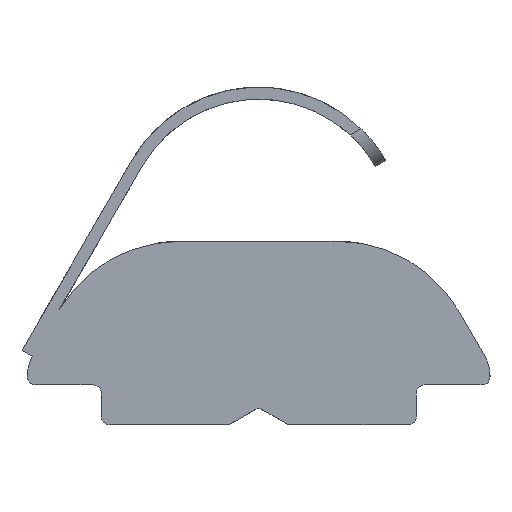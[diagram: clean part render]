
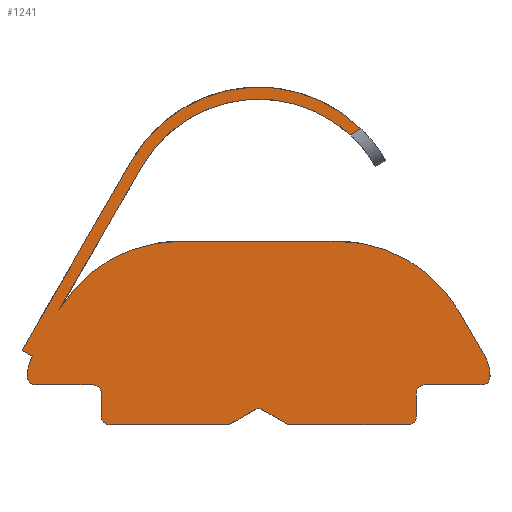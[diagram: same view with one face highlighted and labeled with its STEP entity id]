
A CAD part, left-side view. The second image highlights one B-rep face of the part: STEP entity #1241.
In plain terms, the highlighted planar face has unit normal (-1, 0, 0).
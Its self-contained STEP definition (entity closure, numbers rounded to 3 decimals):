
#45=PLANE('',#1370);
#118=FACE_OUTER_BOUND('',#182,.T.);
#182=EDGE_LOOP('',(#1112,#1113,#1114,#1115,#1116,#1117,#1118,#1119,#1120,
#1121,#1122,#1123,#1124,#1125,#1126,#1127,#1128,#1129,#1130,#1131,#1132,
#1133,#1134,#1135,#1136,#1137,#1138,#1139,#1140));
#257=CIRCLE('',#1322,3.5);
#258=CIRCLE('',#1325,1.);
#259=CIRCLE('',#1328,0.2);
#260=CIRCLE('',#1331,0.2);
#261=CIRCLE('',#1334,0.2);
#263=CIRCLE('',#1338,0.2);
#264=CIRCLE('',#1341,0.2);
#265=CIRCLE('',#1344,0.2);
#266=CIRCLE('',#1347,1.);
#267=CIRCLE('',#1351,3.677);
#268=CIRCLE('',#1354,3.377);
#269=CIRCLE('',#1357,3.5);
#271=CIRCLE('',#1371,0.2);
#284=LINE('',#2754,#375);
#319=LINE('',#2974,#410);
#322=LINE('',#2993,#413);
#325=LINE('',#3001,#416);
#328=LINE('',#3009,#419);
#331=LINE('',#3017,#422);
#335=LINE('',#3029,#426);
#339=LINE('',#3039,#430);
#342=LINE('',#3047,#433);
#345=LINE('',#3055,#436);
#348=LINE('',#3063,#439);
#350=LINE('',#3067,#441);
#352=LINE('',#3094,#443);
#355=LINE('',#3102,#446);
#359=LINE('',#3128,#450);
#362=LINE('',#3135,#453);
#375=VECTOR('',#1443,1.);
#410=VECTOR('',#1550,1.);
#413=VECTOR('',#1559,1.);
#416=VECTOR('',#1568,1.);
#419=VECTOR('',#1577,1.);
#422=VECTOR('',#1586,1.);
#426=VECTOR('',#1598,1.);
#430=VECTOR('',#1608,1.);
#433=VECTOR('',#1617,1.);
#436=VECTOR('',#1626,1.);
#439=VECTOR('',#1635,1.);
#441=VECTOR('',#1639,1.);
#443=VECTOR('',#1647,1.);
#446=VECTOR('',#1656,1.);
#450=VECTOR('',#1680,1.);
#453=VECTOR('',#1691,1.);
#492=VERTEX_POINT('',#2751);
#493=VERTEX_POINT('',#2753);
#549=VERTEX_POINT('',#2971);
#550=VERTEX_POINT('',#2973);
#551=VERTEX_POINT('',#2988);
#552=VERTEX_POINT('',#2992);
#553=VERTEX_POINT('',#2996);
#554=VERTEX_POINT('',#3000);
#555=VERTEX_POINT('',#3004);
#556=VERTEX_POINT('',#3008);
#557=VERTEX_POINT('',#3012);
#558=VERTEX_POINT('',#3016);
#559=VERTEX_POINT('',#3020);
#562=VERTEX_POINT('',#3028);
#563=VERTEX_POINT('',#3032);
#564=VERTEX_POINT('',#3033);
#565=VERTEX_POINT('',#3038);
#566=VERTEX_POINT('',#3042);
#567=VERTEX_POINT('',#3046);
#568=VERTEX_POINT('',#3050);
#569=VERTEX_POINT('',#3054);
#570=VERTEX_POINT('',#3058);
#571=VERTEX_POINT('',#3062);
#572=VERTEX_POINT('',#3066);
#573=VERTEX_POINT('',#3070);
#574=VERTEX_POINT('',#3083);
#575=VERTEX_POINT('',#3096);
#576=VERTEX_POINT('',#3100);
#578=VERTEX_POINT('',#3127);
#634=EDGE_CURVE('',#492,#493,#284,.T.);
#702=EDGE_CURVE('',#549,#550,#319,.T.);
#705=EDGE_CURVE('',#550,#551,#257,.T.);
#707=EDGE_CURVE('',#551,#552,#322,.T.);
#709=EDGE_CURVE('',#552,#553,#258,.T.);
#711=EDGE_CURVE('',#553,#554,#325,.T.);
#713=EDGE_CURVE('',#554,#555,#259,.T.);
#715=EDGE_CURVE('',#555,#556,#328,.T.);
#717=EDGE_CURVE('',#556,#557,#260,.T.);
#719=EDGE_CURVE('',#557,#558,#331,.T.);
#721=EDGE_CURVE('',#558,#559,#261,.T.);
#725=EDGE_CURVE('',#559,#562,#335,.T.);
#727=EDGE_CURVE('',#563,#564,#263,.T.);
#730=EDGE_CURVE('',#564,#565,#339,.T.);
#732=EDGE_CURVE('',#565,#566,#264,.T.);
#734=EDGE_CURVE('',#566,#567,#342,.T.);
#736=EDGE_CURVE('',#567,#568,#265,.T.);
#738=EDGE_CURVE('',#568,#569,#345,.T.);
#741=EDGE_CURVE('',#569,#570,#266,.T.);
#742=EDGE_CURVE('',#570,#571,#348,.T.);
#744=EDGE_CURVE('',#571,#572,#350,.T.);
#747=EDGE_CURVE('',#572,#573,#267,.T.);
#749=EDGE_CURVE('',#574,#573,#352,.T.);
#750=EDGE_CURVE('',#574,#575,#268,.T.);
#753=EDGE_CURVE('',#575,#576,#355,.T.);
#754=EDGE_CURVE('',#576,#549,#269,.T.);
#762=EDGE_CURVE('',#562,#578,#359,.T.);
#766=EDGE_CURVE('',#493,#563,#362,.T.);
#767=EDGE_CURVE('',#578,#492,#271,.T.);
#1112=ORIENTED_EDGE('',*,*,#754,.F.);
#1113=ORIENTED_EDGE('',*,*,#753,.F.);
#1114=ORIENTED_EDGE('',*,*,#750,.F.);
#1115=ORIENTED_EDGE('',*,*,#749,.T.);
#1116=ORIENTED_EDGE('',*,*,#747,.F.);
#1117=ORIENTED_EDGE('',*,*,#744,.F.);
#1118=ORIENTED_EDGE('',*,*,#742,.F.);
#1119=ORIENTED_EDGE('',*,*,#741,.F.);
#1120=ORIENTED_EDGE('',*,*,#738,.F.);
#1121=ORIENTED_EDGE('',*,*,#736,.F.);
#1122=ORIENTED_EDGE('',*,*,#734,.F.);
#1123=ORIENTED_EDGE('',*,*,#732,.F.);
#1124=ORIENTED_EDGE('',*,*,#730,.F.);
#1125=ORIENTED_EDGE('',*,*,#727,.F.);
#1126=ORIENTED_EDGE('',*,*,#766,.F.);
#1127=ORIENTED_EDGE('',*,*,#634,.F.);
#1128=ORIENTED_EDGE('',*,*,#767,.F.);
#1129=ORIENTED_EDGE('',*,*,#762,.F.);
#1130=ORIENTED_EDGE('',*,*,#725,.F.);
#1131=ORIENTED_EDGE('',*,*,#721,.F.);
#1132=ORIENTED_EDGE('',*,*,#719,.F.);
#1133=ORIENTED_EDGE('',*,*,#717,.F.);
#1134=ORIENTED_EDGE('',*,*,#715,.F.);
#1135=ORIENTED_EDGE('',*,*,#713,.F.);
#1136=ORIENTED_EDGE('',*,*,#711,.F.);
#1137=ORIENTED_EDGE('',*,*,#709,.F.);
#1138=ORIENTED_EDGE('',*,*,#707,.F.);
#1139=ORIENTED_EDGE('',*,*,#705,.F.);
#1140=ORIENTED_EDGE('',*,*,#702,.F.);
#1241=ADVANCED_FACE('',(#118),#45,.T.);
#1322=AXIS2_PLACEMENT_3D('',#2989,#1554,#1555);
#1325=AXIS2_PLACEMENT_3D('',#2997,#1563,#1564);
#1328=AXIS2_PLACEMENT_3D('',#3005,#1572,#1573);
#1331=AXIS2_PLACEMENT_3D('',#3013,#1581,#1582);
#1334=AXIS2_PLACEMENT_3D('',#3021,#1590,#1591);
#1338=AXIS2_PLACEMENT_3D('',#3034,#1602,#1603);
#1341=AXIS2_PLACEMENT_3D('',#3043,#1612,#1613);
#1344=AXIS2_PLACEMENT_3D('',#3051,#1621,#1622);
#1347=AXIS2_PLACEMENT_3D('',#3060,#1631,#1632);
#1351=AXIS2_PLACEMENT_3D('',#3081,#1643,#1644);
#1354=AXIS2_PLACEMENT_3D('',#3097,#1650,#1651);
#1357=AXIS2_PLACEMENT_3D('',#3104,#1659,#1660);
#1370=AXIS2_PLACEMENT_3D('',#3136,#1692,#1693);
#1371=AXIS2_PLACEMENT_3D('',#3137,#1694,#1695);
#1443=DIRECTION('',(0.,0.866,-0.5));
#1550=DIRECTION('',(0.,-1.,0.));
#1554=DIRECTION('center_axis',(1.,0.,0.));
#1555=DIRECTION('ref_axis',(0.,-0.866,0.5));
#1559=DIRECTION('',(0.,-0.5,-0.866));
#1563=DIRECTION('center_axis',(1.,0.,0.));
#1564=DIRECTION('ref_axis',(0.,-1.,0.));
#1568=DIRECTION('',(0.,0.,-1.));
#1572=DIRECTION('center_axis',(1.,0.,0.));
#1573=DIRECTION('ref_axis',(0.,0.,-1.));
#1577=DIRECTION('',(0.,1.,0.));
#1581=DIRECTION('center_axis',(-1.,0.,0.));
#1582=DIRECTION('ref_axis',(0.,0.,1.));
#1586=DIRECTION('',(0.,0.,-1.));
#1590=DIRECTION('center_axis',(1.,0.,0.));
#1591=DIRECTION('ref_axis',(0.,0.,-1.));
#1598=DIRECTION('',(0.,1.,0.));
#1602=DIRECTION('center_axis',(1.,0.,0.));
#1603=DIRECTION('ref_axis',(0.,1.,0.));
#1608=DIRECTION('',(0.,0.,1.));
#1612=DIRECTION('center_axis',(-1.,0.,0.));
#1613=DIRECTION('ref_axis',(0.,-1.,0.));
#1617=DIRECTION('',(0.,1.,0.));
#1621=DIRECTION('center_axis',(1.,0.,0.));
#1622=DIRECTION('ref_axis',(0.,1.,0.));
#1626=DIRECTION('',(0.,0.,1.));
#1631=DIRECTION('center_axis',(1.,0.,0.));
#1632=DIRECTION('ref_axis',(0.,0.866,0.5));
#1635=DIRECTION('',(0.,0.866,0.5));
#1639=DIRECTION('',(0.,-0.5,0.866));
#1643=DIRECTION('center_axis',(1.,0.,0.));
#1644=DIRECTION('ref_axis',(0.,-0.866,0.5));
#1647=DIRECTION('',(0.,-0.866,0.5));
#1650=DIRECTION('center_axis',(-1.,0.,0.));
#1651=DIRECTION('ref_axis',(0.,-0.866,0.5));
#1656=DIRECTION('',(0.,0.5,-0.866));
#1659=DIRECTION('center_axis',(1.,0.,0.));
#1660=DIRECTION('ref_axis',(0.,0.,1.));
#1680=DIRECTION('',(0.,0.866,0.5));
#1691=DIRECTION('',(0.,1.,0.));
#1692=DIRECTION('center_axis',(-1.,0.,0.));
#1693=DIRECTION('ref_axis',(0.,0.,-1.));
#1694=DIRECTION('center_axis',(-1.,0.,0.));
#1695=DIRECTION('ref_axis',(0.,-0.5,0.866));
#2751=CARTESIAN_POINT('',(-8.,0.1,0.375));
#2753=CARTESIAN_POINT('',(-8.,0.75,0.));
#2754=CARTESIAN_POINT('',(-8.,0.1,0.375));
#2971=CARTESIAN_POINT('',(-8.,1.989,4.6));
#2973=CARTESIAN_POINT('',(-8.,-1.989,4.6));
#2974=CARTESIAN_POINT('',(-8.,1.989,4.6));
#2988=CARTESIAN_POINT('',(-8.,-5.021,2.85));
#2989=CARTESIAN_POINT('Origin',(-8.,-1.989,1.1));
#2992=CARTESIAN_POINT('',(-8.,-5.666,1.732));
#2993=CARTESIAN_POINT('',(-8.,-5.021,2.85));
#2996=CARTESIAN_POINT('',(-8.,-5.8,1.232));
#2997=CARTESIAN_POINT('Origin',(-8.,-4.8,1.232));
#3000=CARTESIAN_POINT('',(-8.,-5.8,1.2));
#3001=CARTESIAN_POINT('',(-8.,-5.8,1.232));
#3004=CARTESIAN_POINT('',(-8.,-5.6,1.));
#3005=CARTESIAN_POINT('Origin',(-8.,-5.6,1.2));
#3008=CARTESIAN_POINT('',(-8.,-4.15,1.));
#3009=CARTESIAN_POINT('',(-8.,-5.6,1.));
#3012=CARTESIAN_POINT('',(-8.,-3.95,0.8));
#3013=CARTESIAN_POINT('Origin',(-8.,-4.15,0.8));
#3016=CARTESIAN_POINT('',(-8.,-3.95,0.2));
#3017=CARTESIAN_POINT('',(-8.,-3.95,0.8));
#3020=CARTESIAN_POINT('',(-8.,-3.75,0.));
#3021=CARTESIAN_POINT('Origin',(-8.,-3.75,0.2));
#3028=CARTESIAN_POINT('',(-8.,-0.75,0.));
#3029=CARTESIAN_POINT('',(-8.,-3.75,0.));
#3032=CARTESIAN_POINT('',(-8.,3.75,0.));
#3033=CARTESIAN_POINT('',(-8.,3.95,0.2));
#3034=CARTESIAN_POINT('Origin',(-8.,3.75,0.2));
#3038=CARTESIAN_POINT('',(-8.,3.95,0.8));
#3039=CARTESIAN_POINT('',(-8.,3.95,0.2));
#3042=CARTESIAN_POINT('',(-8.,4.15,1.));
#3043=CARTESIAN_POINT('Origin',(-8.,4.15,0.8));
#3046=CARTESIAN_POINT('',(-8.,5.6,1.));
#3047=CARTESIAN_POINT('',(-8.,4.15,1.));
#3050=CARTESIAN_POINT('',(-8.,5.8,1.2));
#3051=CARTESIAN_POINT('Origin',(-8.,5.6,1.2));
#3054=CARTESIAN_POINT('',(-8.,5.8,1.232));
#3055=CARTESIAN_POINT('',(-8.,5.8,1.2));
#3058=CARTESIAN_POINT('',(-8.,5.675,1.716));
#3060=CARTESIAN_POINT('Origin',(-8.,4.8,1.232));
#3062=CARTESIAN_POINT('',(-8.,5.935,1.866));
#3063=CARTESIAN_POINT('',(-8.,5.935,1.866));
#3066=CARTESIAN_POINT('',(-8.,3.185,6.629));
#3067=CARTESIAN_POINT('',(-8.,3.185,6.629));
#3070=CARTESIAN_POINT('',(-8.,-2.565,7.426));
#3081=CARTESIAN_POINT('Origin',(-8.,0.,4.79));
#3083=CARTESIAN_POINT('',(-8.,-2.294,7.269));
#3094=CARTESIAN_POINT('',(-8.,0.923,5.412));
#3096=CARTESIAN_POINT('',(-8.,2.925,6.479));
#3097=CARTESIAN_POINT('Origin',(-8.,0.,4.79));
#3100=CARTESIAN_POINT('',(-8.,5.002,2.882));
#3102=CARTESIAN_POINT('',(-8.,5.675,1.716));
#3104=CARTESIAN_POINT('Origin',(-8.,1.989,1.1));
#3127=CARTESIAN_POINT('',(-8.,-0.1,0.375));
#3128=CARTESIAN_POINT('',(-8.,-0.75,0.));
#3135=CARTESIAN_POINT('',(-8.,0.75,0.));
#3136=CARTESIAN_POINT('Origin',(-8.,0.,2.094));
#3137=CARTESIAN_POINT('Origin',(-8.,0.,0.202));
